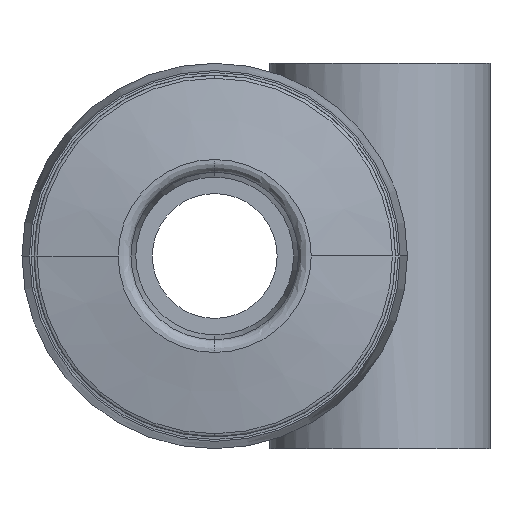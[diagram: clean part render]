
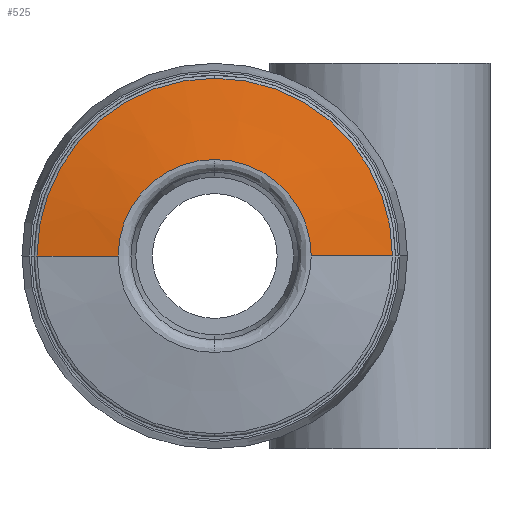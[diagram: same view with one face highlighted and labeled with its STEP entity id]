
A CAD part, front view. The second image highlights one B-rep face of the part: STEP entity #525.
In plain terms, the highlighted conical face has half-angle 80 degrees and reference radius 4.842 mm.
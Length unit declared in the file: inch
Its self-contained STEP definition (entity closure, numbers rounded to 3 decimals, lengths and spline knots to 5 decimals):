
#103 = EDGE_CURVE ( 'NONE', #1793, #3430, #427, .T. ) ;
#169 = AXIS2_PLACEMENT_3D ( 'NONE', #378, #2220, #639 ) ;
#185 = CARTESIAN_POINT ( 'NONE',  ( -0.10355, -0.66911, 0. ) ) ;
#228 = VECTOR ( 'NONE', #2404, 39.37008 ) ;
#289 = DIRECTION ( 'NONE',  ( 0., 1., 0. ) ) ;
#378 = CARTESIAN_POINT ( 'NONE',  ( 0., -0.65375, 0. ) ) ;
#394 = ORIENTED_EDGE ( 'NONE', *, *, #2918, .T. ) ;
#427 = LINE ( 'NONE', #2337, #1047 ) ;
#461 = DIRECTION ( 'NONE',  ( -1., 0., 0. ) ) ;
#495 = CIRCLE ( 'NONE', #2043, 0.19064 ) ;
#525 = ADVANCED_FACE ( 'NONE', ( #2925 ), #2707, .T. ) ;
#591 = DIRECTION ( 'NONE',  ( 0., 1., 0. ) ) ;
#639 = DIRECTION ( 'NONE',  ( 0., 0., 1. ) ) ;
#711 = CARTESIAN_POINT ( 'NONE',  ( 0.19064, -0.65375, 0. ) ) ;
#767 = CARTESIAN_POINT ( 'NONE',  ( 0., -0.66911, 0. ) ) ;
#821 = CIRCLE ( 'NONE', #2516, 0.10355 ) ;
#892 = EDGE_CURVE ( 'NONE', #2991, #2585, #1649, .T. ) ;
#992 = DIRECTION ( 'NONE',  ( 0., 1., 0. ) ) ;
#1045 = DIRECTION ( 'NONE',  ( -1., 0., 0. ) ) ;
#1047 = VECTOR ( 'NONE', #3027, 39.37008 ) ;
#1049 = ORIENTED_EDGE ( 'NONE', *, *, #1838, .F. ) ;
#1051 = CARTESIAN_POINT ( 'NONE',  ( 0., -0.65375, 0. ) ) ;
#1064 = CARTESIAN_POINT ( 'NONE',  ( 0.19064, -0.65375, 0. ) ) ;
#1167 = EDGE_LOOP ( 'NONE', ( #1676, #394, #3345, #1975, #1049, #3000 ) ) ;
#1212 = AXIS2_PLACEMENT_3D ( 'NONE', #1884, #289, #2141 ) ;
#1536 = CARTESIAN_POINT ( 'NONE',  ( 0., -0.66911, 0.10355 ) ) ;
#1649 = LINE ( 'NONE', #711, #228 ) ;
#1676 = ORIENTED_EDGE ( 'NONE', *, *, #2951, .T. ) ;
#1793 = VERTEX_POINT ( 'NONE', #185 ) ;
#1795 = CARTESIAN_POINT ( 'NONE',  ( 0., -0.65375, 0.19064 ) ) ;
#1838 = EDGE_CURVE ( 'NONE', #3430, #2819, #495, .T. ) ;
#1884 = CARTESIAN_POINT ( 'NONE',  ( 0., -0.66911, 0. ) ) ;
#1975 = ORIENTED_EDGE ( 'NONE', *, *, #2305, .F. ) ;
#2043 = AXIS2_PLACEMENT_3D ( 'NONE', #2590, #992, #2849 ) ;
#2094 = CARTESIAN_POINT ( 'NONE',  ( -0.19064, -0.65375, 0. ) ) ;
#2141 = DIRECTION ( 'NONE',  ( -1., 0., 0. ) ) ;
#2220 = DIRECTION ( 'NONE',  ( 0., 1., 0. ) ) ;
#2305 = EDGE_CURVE ( 'NONE', #2819, #2585, #2910, .T. ) ;
#2309 = AXIS2_PLACEMENT_3D ( 'NONE', #1051, #591, #461 ) ;
#2337 = CARTESIAN_POINT ( 'NONE',  ( -0.19064, -0.65375, 0. ) ) ;
#2404 = DIRECTION ( 'NONE',  ( 0.985, 0.174, 0. ) ) ;
#2410 = CARTESIAN_POINT ( 'NONE',  ( 0.10355, -0.66911, 0. ) ) ;
#2516 = AXIS2_PLACEMENT_3D ( 'NONE', #767, #2631, #1045 ) ;
#2585 = VERTEX_POINT ( 'NONE', #1064 ) ;
#2590 = CARTESIAN_POINT ( 'NONE',  ( 0., -0.65375, 0. ) ) ;
#2631 = DIRECTION ( 'NONE',  ( 0., 1., 0. ) ) ;
#2707 = CONICAL_SURFACE ( 'NONE', #2309, 0.19064, 1.396 ) ;
#2819 = VERTEX_POINT ( 'NONE', #1795 ) ;
#2849 = DIRECTION ( 'NONE',  ( 0., 0., 1. ) ) ;
#2896 = CIRCLE ( 'NONE', #1212, 0.10355 ) ;
#2910 = CIRCLE ( 'NONE', #169, 0.19064 ) ;
#2918 = EDGE_CURVE ( 'NONE', #3315, #2991, #821, .T. ) ;
#2925 = FACE_OUTER_BOUND ( 'NONE', #1167, .T. ) ;
#2951 = EDGE_CURVE ( 'NONE', #1793, #3315, #2896, .T. ) ;
#2991 = VERTEX_POINT ( 'NONE', #2410 ) ;
#3000 = ORIENTED_EDGE ( 'NONE', *, *, #103, .F. ) ;
#3027 = DIRECTION ( 'NONE',  ( -0.985, 0.174, 0. ) ) ;
#3315 = VERTEX_POINT ( 'NONE', #1536 ) ;
#3345 = ORIENTED_EDGE ( 'NONE', *, *, #892, .T. ) ;
#3430 = VERTEX_POINT ( 'NONE', #2094 ) ;
